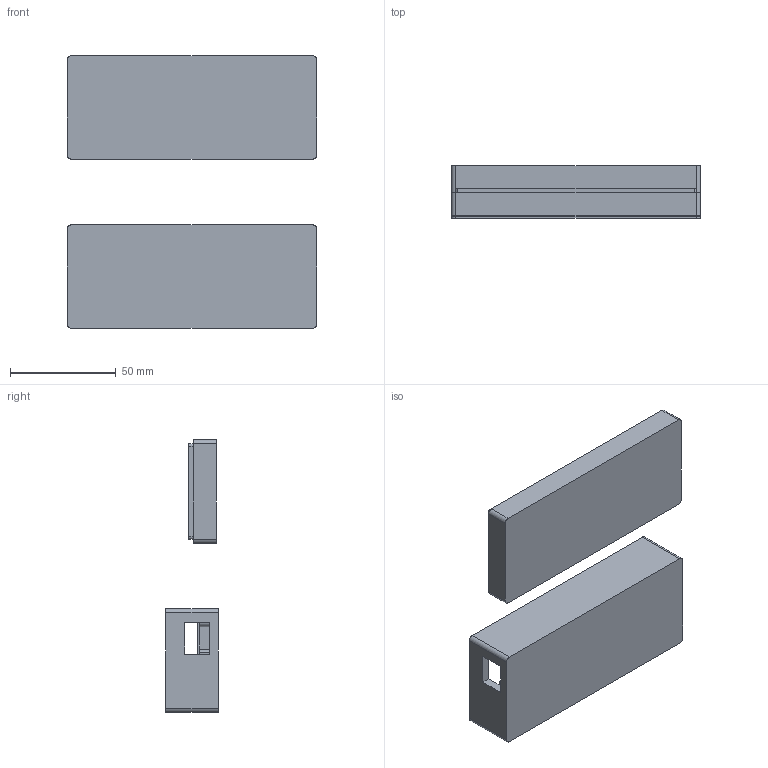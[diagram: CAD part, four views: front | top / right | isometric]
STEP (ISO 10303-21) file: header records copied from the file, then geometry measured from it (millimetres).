
FILE_DESCRIPTION(/* description */ (''),/* implementation_level */ '2;1');
FILE_NAME(/* name */ 'dust sensor box (sps30) v26.step',/* time_stamp */ '2020-10-22T15:32:08+08:00',/* author */ (''),/* organization */ (''),/* preprocessor_version */ 'ST-DEVELOPER v18.1',/* originating_system */ 'Autodesk Translation Framework v9.3.0.1241',/* authorisation */ '');
FILE_SCHEMA (('AUTOMOTIVE_DESIGN { 1 0 10303 214 3 1 1 }'));
Length unit declared in the file: millimetre
Products named in the file (1): dust sensor box (sps30)
Bounding box: 118 x 25 x 129 mm (x, y, z)
Volume: 80476.2 mm3; surface area: 45627.8 mm2
Topology: 2 solids, 2 shells, 97 faces, 260 edges, 173 vertices
Faces by surface type: plane 75, cylinder 22
Full cylindrical faces by diameter (mm): 2 x5
Entity records: 3054 total; most frequent: CARTESIAN_POINT 531, ORIENTED_EDGE 520, DIRECTION 500, EDGE_CURVE 260, LINE 216, VECTOR 216, VERTEX_POINT 173, AXIS2_PLACEMENT_3D 142
